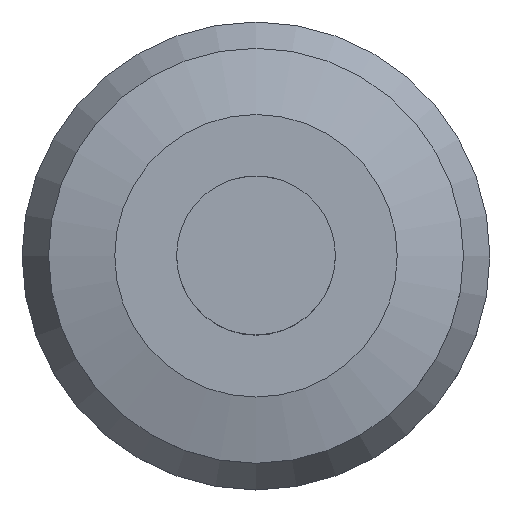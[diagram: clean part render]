
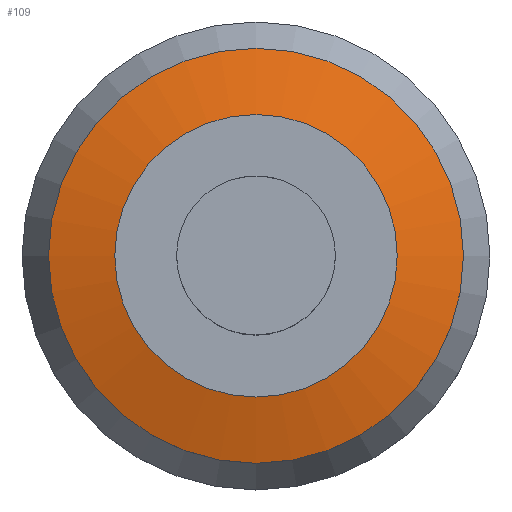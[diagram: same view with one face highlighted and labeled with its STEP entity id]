
A CAD part, top view. The second image highlights one B-rep face of the part: STEP entity #109.
In plain terms, the highlighted conical face has half-angle 75 degrees and reference radius 39.5 mm.
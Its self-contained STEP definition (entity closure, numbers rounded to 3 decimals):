
#74=EDGE_CURVE('240[2]',#177,#177,#178,.T.);
#109=ADVANCED_FACE('240[2]',(#228,#229),#230,.T.);
#138=EDGE_CURVE('240[2]',#273,#273,#274,.T.);
#177=VERTEX_POINT('',#345);
#178=CIRCLE('',#346,32.);
#228=FACE_BOUND('',#442,.T.);
#229=FACE_BOUND('',#443,.T.);
#230=CONICAL_SURFACE('',#444,39.5,1.309);
#273=VERTEX_POINT('',#498);
#274=CIRCLE('',#499,47.0);
#345=CARTESIAN_POINT('',(0.,32.,65.0));
#346=AXIS2_PLACEMENT_3D('',#520,#521,#522);
#442=EDGE_LOOP('',(#575));
#443=EDGE_LOOP('',(#576));
#444=AXIS2_PLACEMENT_3D('',#577,#578,#579);
#498=CARTESIAN_POINT('',(0.,47.0,60.981));
#499=AXIS2_PLACEMENT_3D('',#624,#625,#626);
#520=CARTESIAN_POINT('',(0.,0.,65.0));
#521=DIRECTION('',(0.,0.,1.0));
#522=DIRECTION('',(0.,1.0,0.));
#575=ORIENTED_EDGE('',*,*,#74,.F.);
#576=ORIENTED_EDGE('',*,*,#138,.T.);
#577=CARTESIAN_POINT('',(0.,0.,62.99));
#578=DIRECTION('',(0.,0.,-1.0));
#579=DIRECTION('',(0.,1.0,0.));
#624=CARTESIAN_POINT('',(0.,0.,60.981));
#625=DIRECTION('',(0.,0.,1.0));
#626=DIRECTION('',(0.,1.0,0.));
